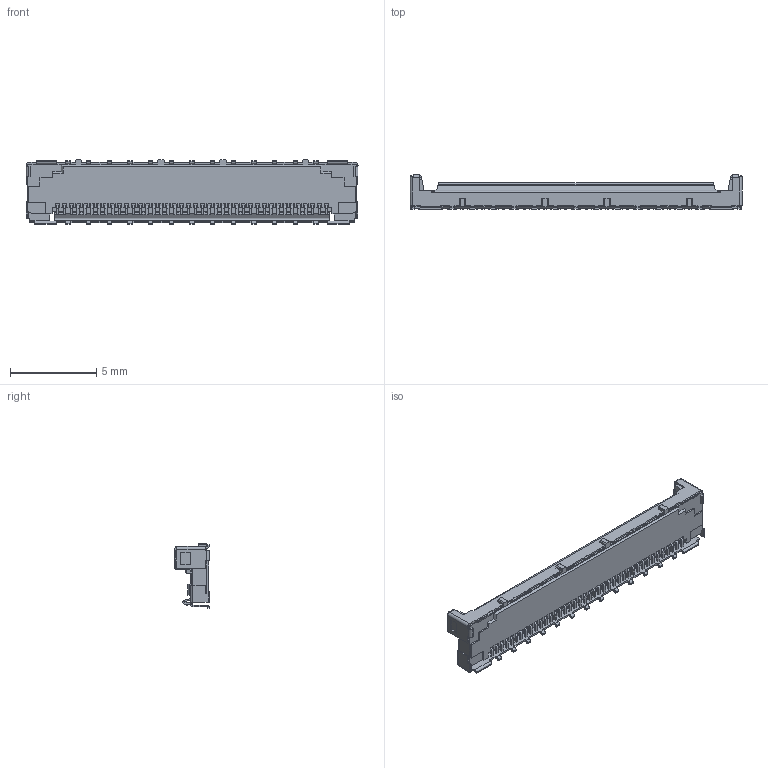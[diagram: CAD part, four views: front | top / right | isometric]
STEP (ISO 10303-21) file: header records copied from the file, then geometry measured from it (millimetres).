
FILE_DESCRIPTION (( 'STEP AP203' ), '1' );
FILE_NAME ('20879-040ExxxC RECE ASSY C Ver STEP ALL 180831.STEP', '2018-08-31T15:24:30', ( '' ), ( '' ), 'SwSTEP 2.0', 'SolidWorks 2017', '' );
FILE_SCHEMA (( 'CONFIG_CONTROL_DESIGN' ));
Products named in the file (1): 20879-040ExxxC RECE ASSY C Ver STEP ALL 180831
Bounding box: 19.27 x 2 x 3.77 mm (x, y, z)
Volume: 63.9 mm3; surface area: 303.6 mm2
Topology: 1 solids, 1 shells, 1641 faces, 4752 edges, 3138 vertices
Faces by surface type: plane 1316, cylinder 325
Entity records: 53865 total; most frequent: CARTESIAN_POINT 11134, ORIENTED_EDGE 9504, DIRECTION 7947, EDGE_CURVE 4752, LINE 3853, VECTOR 3853, VERTEX_POINT 3138, AXIS2_PLACEMENT_3D 2047
